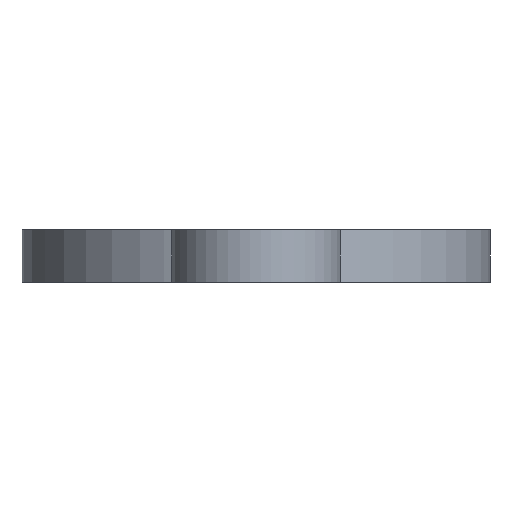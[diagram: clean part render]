
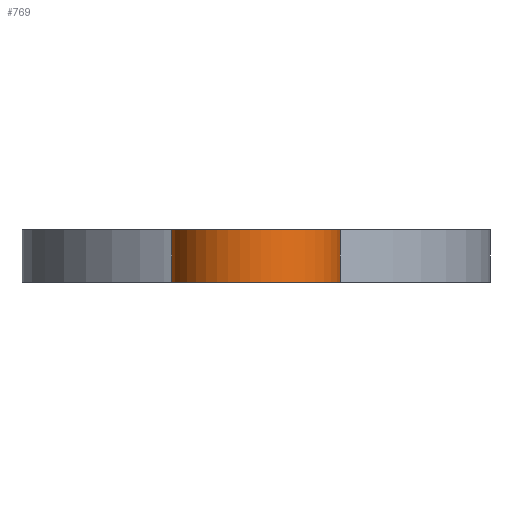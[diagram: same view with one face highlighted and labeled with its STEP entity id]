
A CAD part, left-side view. The second image highlights one B-rep face of the part: STEP entity #769.
In plain terms, the highlighted free-form (B-spline) face has degree [2, 1] with [5, 2] control points.
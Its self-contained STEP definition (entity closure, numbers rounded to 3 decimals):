
#743 = VERTEX_POINT('',#744);
#744 = CARTESIAN_POINT('',(68.779,-1.748,
    -1.996));
#750 = EDGE_CURVE('',#743,#751,#753,.T.);
#751 = VERTEX_POINT('',#752);
#752 = CARTESIAN_POINT('',(68.779,-1.748,0.));
#753 = B_SPLINE_CURVE_WITH_KNOTS('',1,(#754,#755),.UNSPECIFIED.,.F.,.F.,
  (2,2),(0.,2.),.PIECEWISE_BEZIER_KNOTS.);
#754 = CARTESIAN_POINT('',(68.779,-1.748,
    -1.996));
#755 = CARTESIAN_POINT('',(68.779,-1.748,0.));
#769 = ADVANCED_FACE('',(#770),#798,.T.);
#770 = FACE_BOUND('',#771,.T.);
#771 = EDGE_LOOP('',(#772,#782,#789,#797));
#772 = ORIENTED_EDGE('',*,*,#773,.F.);
#773 = EDGE_CURVE('',#774,#751,#776,.T.);
#774 = VERTEX_POINT('',#775);
#775 = CARTESIAN_POINT('',(68.779,3.344,0.));
#776 = ( BOUNDED_CURVE() B_SPLINE_CURVE(2,(#777,#778,#779,#780,#781),
.UNSPECIFIED.,.F.,.F.) B_SPLINE_CURVE_WITH_KNOTS((3,2,3),(0.902,
3.142,5.381),.PIECEWISE_BEZIER_KNOTS.) CURVE() 
GEOMETRIC_REPRESENTATION_ITEM() RATIONAL_B_SPLINE_CURVE((1.,
0.436,1.,0.436,1.)) REPRESENTATION_ITEM('') );
#777 = CARTESIAN_POINT('',(68.779,3.344,0.));
#778 = CARTESIAN_POINT('',(63.523,7.495,0.));
#779 = CARTESIAN_POINT('',(63.523,0.798,0.));
#780 = CARTESIAN_POINT('',(63.523,-5.899,0.));
#781 = CARTESIAN_POINT('',(68.779,-1.748,0.));
#782 = ORIENTED_EDGE('',*,*,#783,.F.);
#783 = EDGE_CURVE('',#784,#774,#786,.T.);
#784 = VERTEX_POINT('',#785);
#785 = CARTESIAN_POINT('',(68.779,3.344,
    -1.996));
#786 = B_SPLINE_CURVE_WITH_KNOTS('',1,(#787,#788),.UNSPECIFIED.,.F.,.F.,
  (2,2),(0.,2.),.PIECEWISE_BEZIER_KNOTS.);
#787 = CARTESIAN_POINT('',(68.779,3.344,
    -1.996));
#788 = CARTESIAN_POINT('',(68.779,3.344,0.));
#789 = ORIENTED_EDGE('',*,*,#790,.T.);
#790 = EDGE_CURVE('',#784,#743,#791,.T.);
#791 = ( BOUNDED_CURVE() B_SPLINE_CURVE(2,(#792,#793,#794,#795,#796),
.UNSPECIFIED.,.F.,.F.) B_SPLINE_CURVE_WITH_KNOTS((3,2,3),(0.902,
3.142,5.381),.PIECEWISE_BEZIER_KNOTS.) CURVE() 
GEOMETRIC_REPRESENTATION_ITEM() RATIONAL_B_SPLINE_CURVE((1.,
0.436,1.,0.436,1.)) REPRESENTATION_ITEM('') );
#792 = CARTESIAN_POINT('',(68.779,3.344,
    -1.996));
#793 = CARTESIAN_POINT('',(63.523,7.495,
    -1.996));
#794 = CARTESIAN_POINT('',(63.523,0.798,
    -1.996));
#795 = CARTESIAN_POINT('',(63.523,-5.899,
    -1.996));
#796 = CARTESIAN_POINT('',(68.779,-1.748,
    -1.996));
#797 = ORIENTED_EDGE('',*,*,#750,.T.);
#798 = ( BOUNDED_SURFACE() B_SPLINE_SURFACE(2,1,(
    (#799,#800)
    ,(#801,#802)
    ,(#803,#804)
    ,(#805,#806)
,(#807,#808
    )),.UNSPECIFIED.,.F.,.F.,.F.) B_SPLINE_SURFACE_WITH_KNOTS((3,2,3),(2
    ,2),(0.902,3.142,5.381),(0.,2.),
.PIECEWISE_BEZIER_KNOTS.) GEOMETRIC_REPRESENTATION_ITEM() 
RATIONAL_B_SPLINE_SURFACE((
    (1.,1.)
    ,(0.436,0.436)
    ,(1.,1.)
    ,(0.436,0.436)
,(1.,1.))) REPRESENTATION_ITEM('') SURFACE() );
#799 = CARTESIAN_POINT('',(68.779,3.344,
    -1.996));
#800 = CARTESIAN_POINT('',(68.779,3.344,0.));
#801 = CARTESIAN_POINT('',(63.523,7.495,
    -1.996));
#802 = CARTESIAN_POINT('',(63.523,7.495,0.));
#803 = CARTESIAN_POINT('',(63.523,0.798,
    -1.996));
#804 = CARTESIAN_POINT('',(63.523,0.798,0.));
#805 = CARTESIAN_POINT('',(63.523,-5.899,
    -1.996));
#806 = CARTESIAN_POINT('',(63.523,-5.899,0.));
#807 = CARTESIAN_POINT('',(68.779,-1.748,
    -1.996));
#808 = CARTESIAN_POINT('',(68.779,-1.748,0.));
